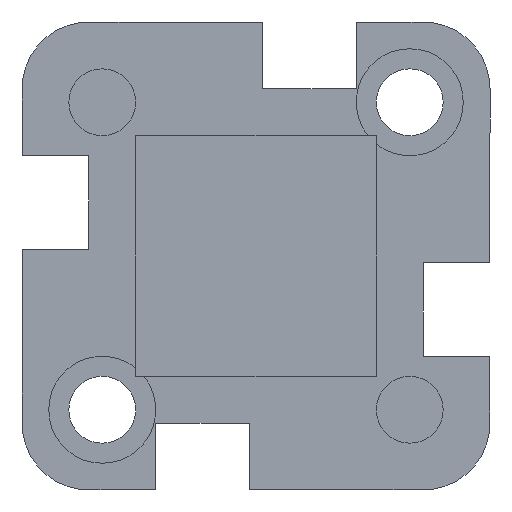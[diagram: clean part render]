
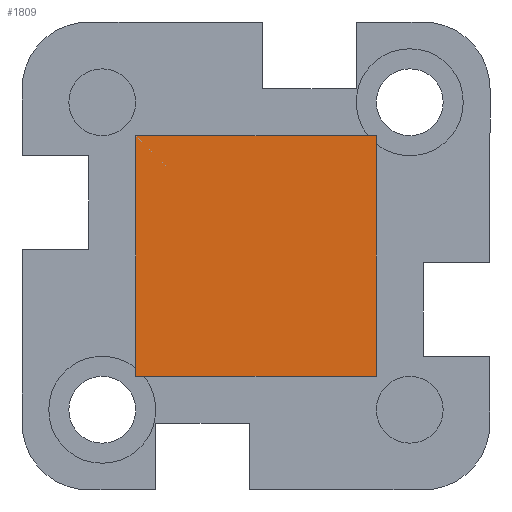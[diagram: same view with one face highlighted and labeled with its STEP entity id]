
A CAD part, front view. The second image highlights one B-rep face of the part: STEP entity #1809.
In plain terms, the highlighted planar face has unit normal (0, -1, 0).
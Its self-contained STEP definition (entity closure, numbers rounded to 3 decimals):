
#37 = LINE ( 'NONE', #1183, #1545 ) ;
#50 = DIRECTION ( 'NONE',  ( 1., 0., 0. ) ) ;
#114 = VECTOR ( 'NONE', #50, 1000. ) ;
#115 = VERTEX_POINT ( 'NONE', #982 ) ;
#173 = EDGE_CURVE ( 'NONE', #835, #253, #672, .T. ) ;
#204 = ORIENTED_EDGE ( 'NONE', *, *, #1686, .T. ) ;
#253 = VERTEX_POINT ( 'NONE', #446 ) ;
#386 = DIRECTION ( 'NONE',  ( 0., 0., -1. ) ) ;
#426 = VERTEX_POINT ( 'NONE', #1806 ) ;
#446 = CARTESIAN_POINT ( 'NONE',  ( 8.5, -72., -26.5 ) ) ;
#481 = VECTOR ( 'NONE', #1676, 1000. ) ;
#561 = VECTOR ( 'NONE', #386, 1000. ) ;
#642 = CARTESIAN_POINT ( 'NONE',  ( 8.5, -72., -26.5 ) ) ;
#672 = LINE ( 'NONE', #1723, #561 ) ;
#772 = LINE ( 'NONE', #642, #114 ) ;
#789 = ORIENTED_EDGE ( 'NONE', *, *, #173, .T. ) ;
#835 = VERTEX_POINT ( 'NONE', #1054 ) ;
#893 = FACE_OUTER_BOUND ( 'NONE', #1749, .T. ) ;
#982 = CARTESIAN_POINT ( 'NONE',  ( 26.5, -72., -26.5 ) ) ;
#1054 = CARTESIAN_POINT ( 'NONE',  ( 8.5, -72., -8.5 ) ) ;
#1063 = EDGE_CURVE ( 'NONE', #253, #115, #772, .T. ) ;
#1094 = CARTESIAN_POINT ( 'NONE',  ( 8.5, -72., -8.5 ) ) ;
#1183 = CARTESIAN_POINT ( 'NONE',  ( 26.5, -72., -8.5 ) ) ;
#1190 = CARTESIAN_POINT ( 'NONE',  ( 0., -72., 0. ) ) ;
#1284 = ORIENTED_EDGE ( 'NONE', *, *, #1844, .T. ) ;
#1333 = PLANE ( 'NONE',  #1735 ) ;
#1498 = DIRECTION ( 'NONE',  ( 0., 0., 1. ) ) ;
#1545 = VECTOR ( 'NONE', #1498, 1000. ) ;
#1595 = ORIENTED_EDGE ( 'NONE', *, *, #1063, .T. ) ;
#1622 = DIRECTION ( 'NONE',  ( 0., -1., 0. ) ) ;
#1676 = DIRECTION ( 'NONE',  ( -1., 0., 0. ) ) ;
#1685 = LINE ( 'NONE', #1094, #481 ) ;
#1686 = EDGE_CURVE ( 'NONE', #115, #426, #37, .T. ) ;
#1723 = CARTESIAN_POINT ( 'NONE',  ( 8.5, -72., -8.5 ) ) ;
#1735 = AXIS2_PLACEMENT_3D ( 'NONE', #1190, #1622, #1771 ) ;
#1749 = EDGE_LOOP ( 'NONE', ( #789, #1595, #204, #1284 ) ) ;
#1771 = DIRECTION ( 'NONE',  ( 0., 0., -1. ) ) ;
#1806 = CARTESIAN_POINT ( 'NONE',  ( 26.5, -72., -8.5 ) ) ;
#1809 = ADVANCED_FACE ( 'NONE', ( #893 ), #1333, .T. ) ;
#1844 = EDGE_CURVE ( 'NONE', #426, #835, #1685, .T. ) ;
